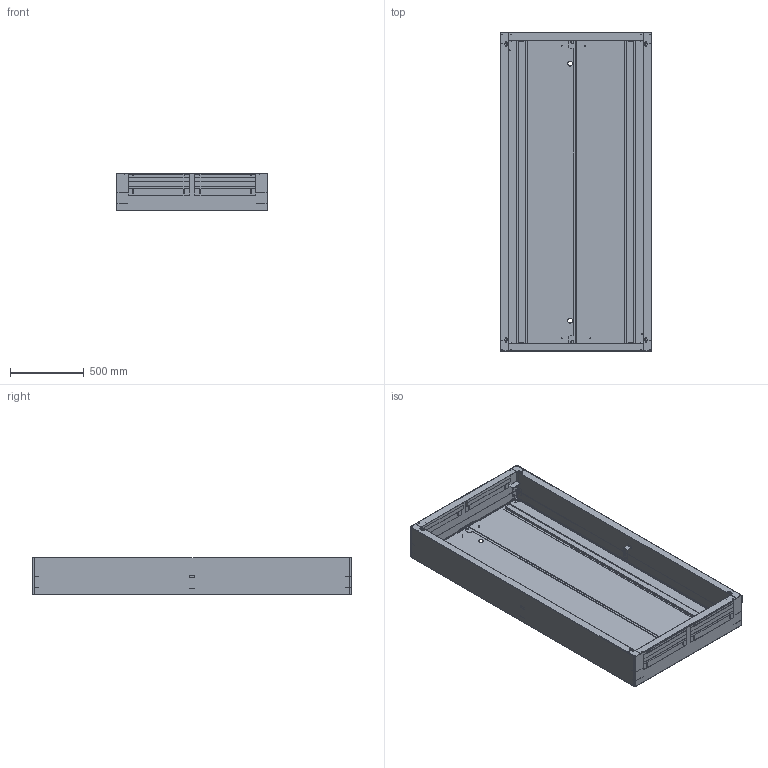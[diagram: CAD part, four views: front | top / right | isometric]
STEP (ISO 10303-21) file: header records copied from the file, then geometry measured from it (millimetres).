
FILE_DESCRIPTION (( 'STEP AP214' ), '1' );
FILE_NAME ('IL006445-F.STEP', '2020-01-29T12:39:35', ( '' ), ( '' ), 'SwSTEP 2.0', 'SolidWorks 2019', '' );
FILE_SCHEMA (( 'AUTOMOTIVE_DESIGN' ));
Length unit declared in the file: millimetre
Products named in the file (11): Sponge part small; IL006445-F; baglama donja_LH; IL006445-F enclosure; Sponge part big; Metal part; baglama gornja_LH; Kutni dio; Srednji dio; IL006445-F door - Kopie; IL006445-F door
Assembly tree (25 placements, depth 2):
  IL006445-F
    IL006445-F enclosure
    IL006445-F door
    IL006445-F door - Kopie
    Metal part  x4
    baglama donja_LH  x2
    baglama gornja_LH  x2
    Sponge part big  x4
    Sponge part small  x4
    Srednji dio  x2
    Kutni dio  x4
Bounding box: 1026 x 2162 x 250 mm (x, y, z)
Volume: 10369190.9 mm3; surface area: 10989279.2 mm2
Topology: 33 solids, 33 shells, 1535 faces, 3955 edges, 2488 vertices
Faces by surface type: plane 914, cylinder 589, cone 16, sphere 10, bspline 4, torus 2
Entity records: 33435 total; most frequent: DIRECTION 5750, CARTESIAN_POINT 5687, ORIENTED_EDGE 5518, EDGE_CURVE 2759, LINE 1942, VECTOR 1942, AXIS2_PLACEMENT_3D 1904, VERTEX_POINT 1715
